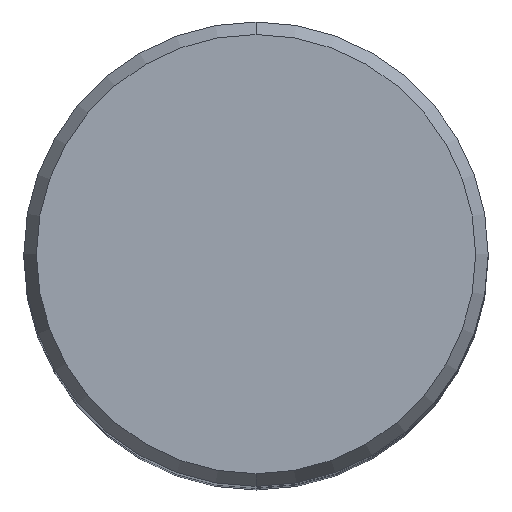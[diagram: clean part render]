
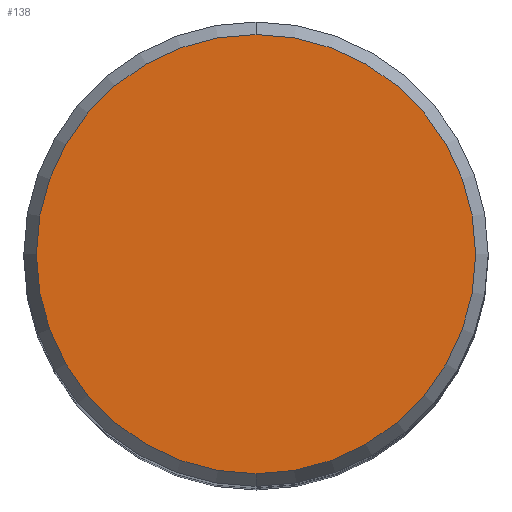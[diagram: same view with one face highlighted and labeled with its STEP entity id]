
A CAD part, top view. The second image highlights one B-rep face of the part: STEP entity #138.
In plain terms, the highlighted planar face has unit normal (0, 0, 1).
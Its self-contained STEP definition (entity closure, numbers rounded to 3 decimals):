
#108=VERTEX_POINT('',#234);
#114=VERTEX_POINT('',#240);
#116=EDGE_CURVE('',#108,#114,#242,.T.);
#138=ADVANCED_FACE('',(#268),#269,.T.);
#176=EDGE_CURVE('',#114,#108,#311,.T.);
#234=CARTESIAN_POINT('',(0.0,12.012,0.01));
#240=CARTESIAN_POINT('',(0.,-12.012,0.01));
#242=CIRCLE('',#376,12.012);
#268=FACE_OUTER_BOUND('',#408,.T.);
#269=PLANE('',#409);
#311=CIRCLE('',#463,12.012);
#376=AXIS2_PLACEMENT_3D('',#518,#519,#520);
#408=EDGE_LOOP('',(#560,#561));
#409=AXIS2_PLACEMENT_3D('',#562,#563,#564);
#463=AXIS2_PLACEMENT_3D('',#612,#613,#614);
#518=CARTESIAN_POINT('',(0.0,0.0,0.01));
#519=DIRECTION('',(0.0,0.0,-1.0));
#520=DIRECTION('',(0.0,1.0,0.0));
#560=ORIENTED_EDGE('',*,*,#116,.F.);
#561=ORIENTED_EDGE('',*,*,#176,.F.);
#562=CARTESIAN_POINT('',(0.0,6.006,0.01));
#563=DIRECTION('',(-0.0,0.0,1.0));
#564=DIRECTION('',(0.0,-1.0,0.0));
#612=CARTESIAN_POINT('',(0.0,0.0,0.01));
#613=DIRECTION('',(0.0,0.0,-1.0));
#614=DIRECTION('',(0.0,1.0,0.0));
